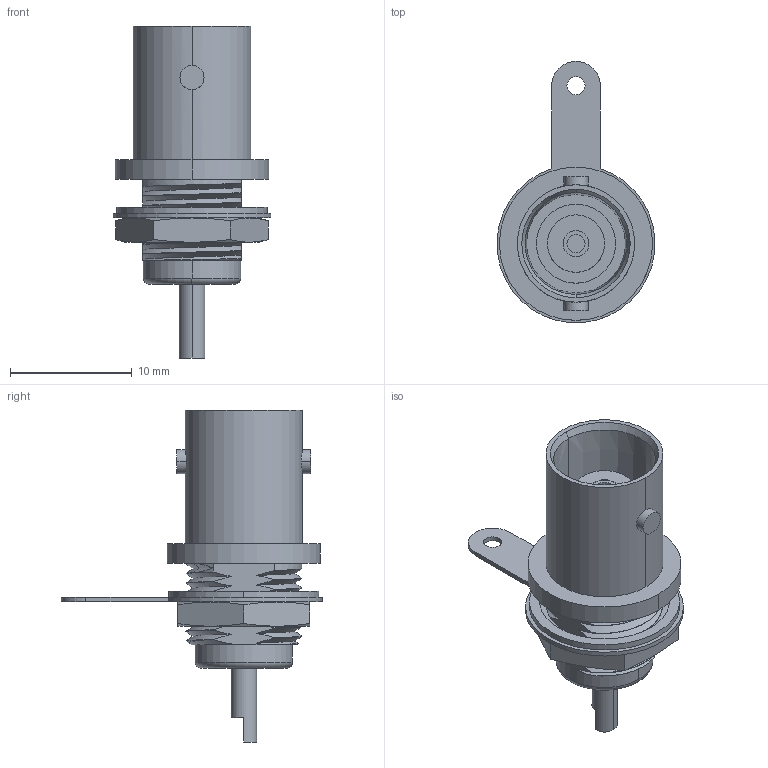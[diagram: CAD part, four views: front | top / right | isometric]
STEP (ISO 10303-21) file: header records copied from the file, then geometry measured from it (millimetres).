
FILE_DESCRIPTION((''),'2;1');
FILE_NAME('C-5-1634523-1','2011-10-20T',('workeradm'),('Tyco Electronics Ltd.'),'PRO/ENGINEER BY PARAMETRIC TECHNOLOGY CORPORATION, 2010430','PRO/ENGINEER BY PARAMETRIC TECHNOLOGY CORPORATION, 2010430','');
FILE_SCHEMA(('AUTOMOTIVE_DESIGN { 1 0 10303 214 1 1 1 1 }'));
Length unit declared in the file: millimetre
Products named in the file (1): C-5-1634523-1
Bounding box: 12.98 x 21.48 x 27.3 mm (x, y, z)
Volume: 1272.6 mm3; surface area: 1719.5 mm2
Topology: 1 solids, 1 shells, 144 faces, 370 edges, 239 vertices
Faces by surface type: cylinder 51, bspline 38, plane 35, cone 18, torus 2
Entity records: 10812 total; most frequent: CARTESIAN_POINT 7382, ORIENTED_EDGE 740, DIRECTION 511, EDGE_CURVE 370, VERTEX_POINT 239, AXIS2_PLACEMENT_3D 204, B_SPLINE_CURVE_WITH_KNOTS 169, EDGE_LOOP 161
